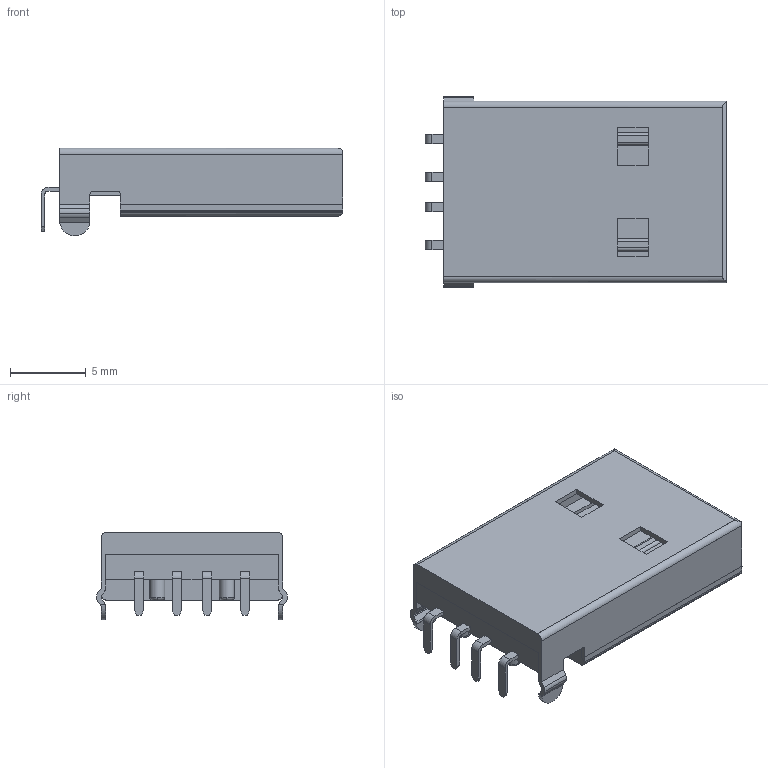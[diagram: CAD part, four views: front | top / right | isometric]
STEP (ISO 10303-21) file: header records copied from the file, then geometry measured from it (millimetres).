
FILE_DESCRIPTION(('FreeCAD Model'),'2;1');
FILE_NAME('usb_a.step','2017-01-31T18:50:16',('Author'),('' ),'Open CASCADE STEP processor 6.8','FreeCAD','Unknown');
FILE_SCHEMA(('AUTOMOTIVE_DESIGN_CC2 { 1 2 10303 214 -1 1 5 4 }'));
Length unit declared in the file: millimetre
Products named in the file (2): ASSEMBLY; usb_a
Assembly tree (1 placements, depth 2):
  ASSEMBLY
    usb_a
Bounding box: 19.93 x 12.61 x 5.8 mm (x, y, z)
Volume: 593.5 mm3; surface area: 1162.2 mm2
Topology: 1 solids, 1 shells, 200 faces, 565 edges, 376 vertices
Faces by surface type: plane 123, cylinder 73, torus 4
Entity records: 23080 total; most frequent: CARTESIAN_POINT 11033, DIRECTION 1827, ORIENTED_EDGE 1130, PCURVE 1130, DEFINITIONAL_REPRESENTATION 1130, LINE 1025, VECTOR 1025, EDGE_CURVE 565
